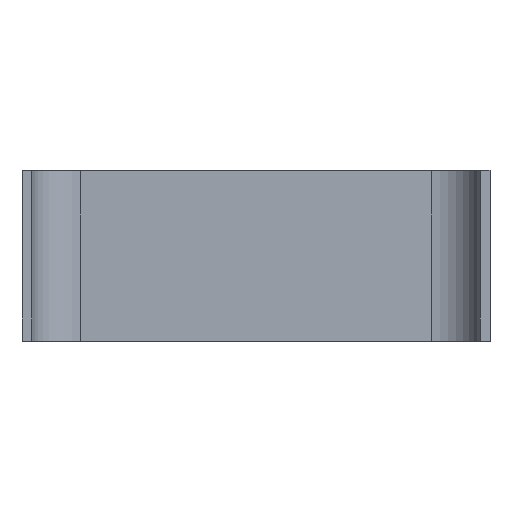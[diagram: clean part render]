
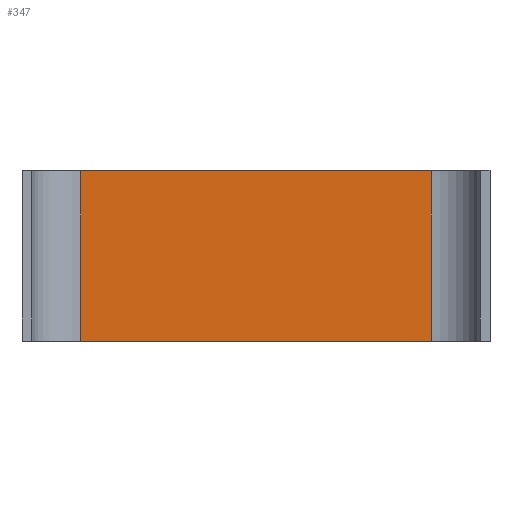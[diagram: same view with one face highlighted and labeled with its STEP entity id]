
A CAD part, top view. The second image highlights one B-rep face of the part: STEP entity #347.
In plain terms, the highlighted planar face has unit normal (0, 0, 1).
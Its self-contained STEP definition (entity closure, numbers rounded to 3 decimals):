
#19=LINE('',#532,#51);
#24=LINE('',#547,#56);
#28=LINE('',#555,#60);
#29=LINE('',#556,#61);
#51=VECTOR('',#427,10.);
#56=VECTOR('',#440,10.);
#60=VECTOR('',#448,10.);
#61=VECTOR('',#449,10.);
#94=FACE_OUTER_BOUND('',#115,.T.);
#115=EDGE_LOOP('',(#247,#248,#249,#250));
#148=VERTEX_POINT('',#525);
#151=VERTEX_POINT('',#530);
#154=VERTEX_POINT('',#540);
#157=VERTEX_POINT('',#545);
#184=EDGE_CURVE('',#151,#148,#19,.T.);
#191=EDGE_CURVE('',#157,#154,#24,.T.);
#195=EDGE_CURVE('',#151,#154,#28,.T.);
#196=EDGE_CURVE('',#157,#148,#29,.T.);
#247=ORIENTED_EDGE('',*,*,#184,.F.);
#248=ORIENTED_EDGE('',*,*,#195,.T.);
#249=ORIENTED_EDGE('',*,*,#191,.F.);
#250=ORIENTED_EDGE('',*,*,#196,.T.);
#332=PLANE('',#387);
#347=ADVANCED_FACE('',(#94),#332,.T.);
#387=AXIS2_PLACEMENT_3D('',#554,#446,#447);
#427=DIRECTION('',(0.,1.,0.));
#440=DIRECTION('',(0.,-1.,0.));
#446=DIRECTION('center_axis',(0.,0.,1.));
#447=DIRECTION('ref_axis',(1.,0.,0.));
#448=DIRECTION('',(1.,0.,0.));
#449=DIRECTION('',(-1.,0.,0.));
#525=CARTESIAN_POINT('',(12.,35.,2.));
#530=CARTESIAN_POINT('',(12.,0.,2.));
#532=CARTESIAN_POINT('',(12.,8.75,2.));
#540=CARTESIAN_POINT('',(84.,0.,2.));
#545=CARTESIAN_POINT('',(84.,35.,2.));
#547=CARTESIAN_POINT('',(84.,26.25,2.));
#554=CARTESIAN_POINT('Origin',(48.,17.5,2.));
#555=CARTESIAN_POINT('',(0.,0.,2.));
#556=CARTESIAN_POINT('',(96.,35.,2.));
